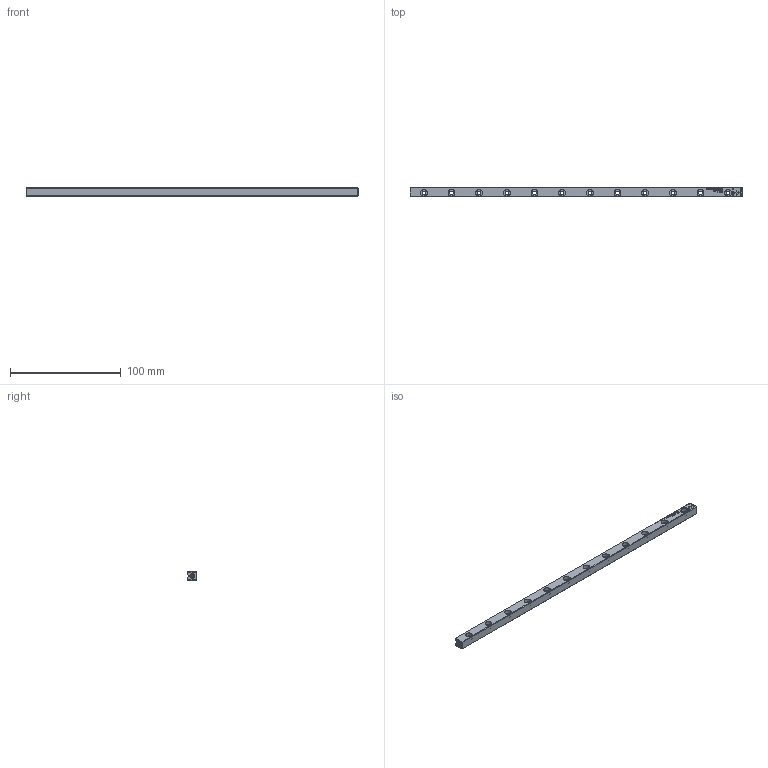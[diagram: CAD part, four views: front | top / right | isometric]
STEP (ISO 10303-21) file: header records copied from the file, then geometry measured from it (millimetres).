
FILE_DESCRIPTION(/* description */ (''),/* implementation_level */ '2;1');
FILE_NAME(/* name */ 'Rail RSDE-3300.stp',/* time_stamp */ '2024-11-11T16:30:27+01:00',/* author */ (''),/* organization */ (''),/* preprocessor_version */ 'ST-DEVELOPER v16.7',/* originating_system */ 'SIEMENS PLM Software NX 12.0',/* authorisation */ '');
FILE_SCHEMA (('AUTOMOTIVE_DESIGN { 1 0 10303 214 3 1 1 1 }'));
Length unit declared in the file: millimetre
Products named in the file (1): Rail RSDE-3300_step_stp
Bounding box: 300 x 8.6 x 8 mm (x, y, z)
Volume: 17827.5 mm3; surface area: 11604.5 mm2
Topology: 1 solids, 1 shells, 385 faces, 1036 edges, 686 vertices
Faces by surface type: plane 236, bspline 90, cone 30, cylinder 29
Full cylindrical faces by diameter (mm): 2.6 x2, 3.2 x2, 3.3 x12, 6 x12
Entity records: 13844 total; most frequent: CARTESIAN_POINT 3206, ORIENTED_EDGE 1868, DIRECTION 1430, EDGE_CURVE 934, LINE 670, VECTOR 670, VERTEX_POINT 644, EDGE_LOOP 500
